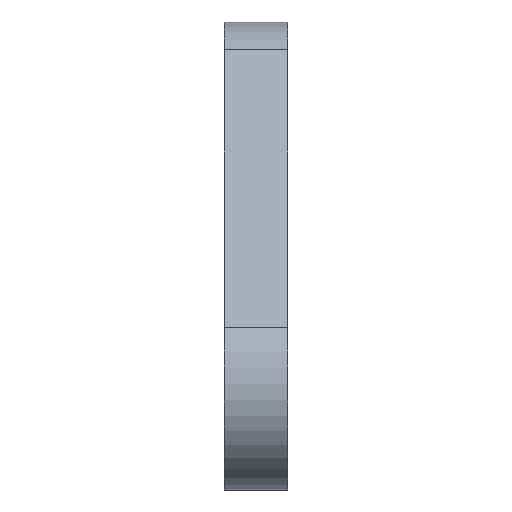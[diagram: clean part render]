
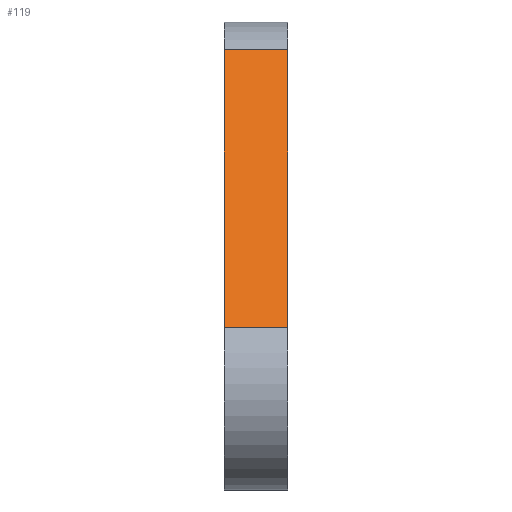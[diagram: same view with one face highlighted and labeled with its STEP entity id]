
A CAD part, left-side view. The second image highlights one B-rep face of the part: STEP entity #119.
In plain terms, the highlighted planar face has unit normal (-0.707, 0, 0.707).
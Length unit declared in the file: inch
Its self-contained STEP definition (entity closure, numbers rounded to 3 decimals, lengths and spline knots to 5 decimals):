
#27 = VECTOR ( 'NONE', #91, 39.37008 ) ;
#28 = VERTEX_POINT ( 'NONE', #490 ) ;
#42 = FACE_OUTER_BOUND ( 'NONE', #145, .T. ) ;
#56 = CARTESIAN_POINT ( 'NONE',  ( -0.67705, 0.125, -0.41189 ) ) ;
#71 = DIRECTION ( 'NONE',  ( 0., -1., 0. ) ) ;
#76 = CARTESIAN_POINT ( 'NONE',  ( -0.13258, 0.125, 0.13258 ) ) ;
#91 = DIRECTION ( 'NONE',  ( 0., -1., 0. ) ) ;
#114 = LINE ( 'NONE', #76, #27 ) ;
#119 = ADVANCED_FACE ( 'NONE', ( #42 ), #696, .T. ) ;
#130 = LINE ( 'NONE', #253, #252 ) ;
#145 = EDGE_LOOP ( 'NONE', ( #722, #687, #605, #194 ) ) ;
#174 = VECTOR ( 'NONE', #71, 39.37008 ) ;
#180 = VERTEX_POINT ( 'NONE', #390 ) ;
#186 = LINE ( 'NONE', #56, #174 ) ;
#194 = ORIENTED_EDGE ( 'NONE', *, *, #512, .T. ) ;
#196 = DIRECTION ( 'NONE',  ( -0.707, 0., -0.707 ) ) ;
#243 = VERTEX_POINT ( 'NONE', #529 ) ;
#252 = VECTOR ( 'NONE', #328, 39.37008 ) ;
#253 = CARTESIAN_POINT ( 'NONE',  ( -0.13258, 0.125, 0.13258 ) ) ;
#314 = CARTESIAN_POINT ( 'NONE',  ( -0.13258, 0., 0.13258 ) ) ;
#328 = DIRECTION ( 'NONE',  ( -0.707, 0., -0.707 ) ) ;
#377 = LINE ( 'NONE', #314, #705 ) ;
#390 = CARTESIAN_POINT ( 'NONE',  ( -0.13258, 0., 0.13258 ) ) ;
#397 = CARTESIAN_POINT ( 'NONE',  ( -0.13258, 0.125, 0.13258 ) ) ;
#490 = CARTESIAN_POINT ( 'NONE',  ( -0.67705, 0.125, -0.41189 ) ) ;
#500 = EDGE_CURVE ( 'NONE', #749, #180, #114, .T. ) ;
#512 = EDGE_CURVE ( 'NONE', #28, #243, #186, .T. ) ;
#522 = DIRECTION ( 'NONE',  ( 0.707, 0., 0.707 ) ) ;
#529 = CARTESIAN_POINT ( 'NONE',  ( -0.67705, 0., -0.41189 ) ) ;
#557 = AXIS2_PLACEMENT_3D ( 'NONE', #650, #562, #522 ) ;
#562 = DIRECTION ( 'NONE',  ( -0.707, 0., 0.707 ) ) ;
#605 = ORIENTED_EDGE ( 'NONE', *, *, #671, .T. ) ;
#650 = CARTESIAN_POINT ( 'NONE',  ( -0.13258, 0.125, 0.13258 ) ) ;
#671 = EDGE_CURVE ( 'NONE', #749, #28, #130, .T. ) ;
#680 = EDGE_CURVE ( 'NONE', #180, #243, #377, .T. ) ;
#687 = ORIENTED_EDGE ( 'NONE', *, *, #500, .F. ) ;
#696 = PLANE ( 'NONE',  #557 ) ;
#705 = VECTOR ( 'NONE', #196, 39.37008 ) ;
#722 = ORIENTED_EDGE ( 'NONE', *, *, #680, .F. ) ;
#749 = VERTEX_POINT ( 'NONE', #397 ) ;
